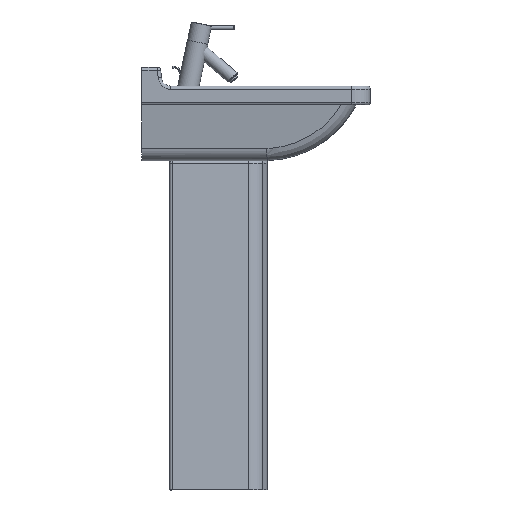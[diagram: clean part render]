
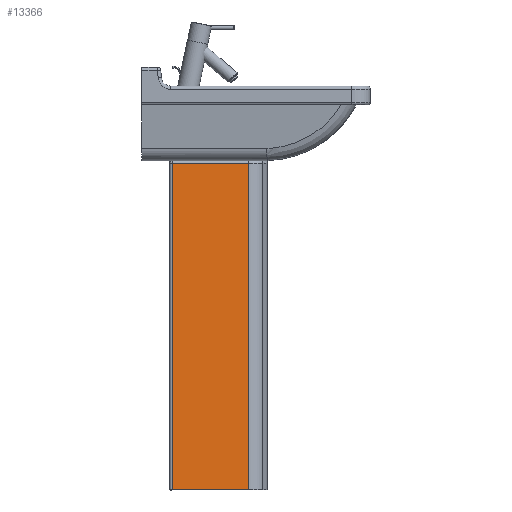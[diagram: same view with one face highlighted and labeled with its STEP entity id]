
A CAD part, left-side view. The second image highlights one B-rep face of the part: STEP entity #13366.
In plain terms, the highlighted face is planar.
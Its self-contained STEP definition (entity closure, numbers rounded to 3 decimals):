
#12243=CARTESIAN_POINT('',(118.148,31.404,5.0));
#12244=VERTEX_POINT('',#12243);
#12293=CARTESIAN_POINT('',(103.047,-131.467,5.0));
#12294=VERTEX_POINT('',#12293);
#12304=CARTESIAN_POINT('',(118.148,31.404,5.0));
#12305=DIRECTION('',(-0.092,-0.996,0.0));
#12306=VECTOR('',#12305,163.569);
#12307=LINE('',#12304,#12306);
#12308=EDGE_CURVE('',#12244,#12294,#12307,.T.);
#12320=CARTESIAN_POINT('',(118.148,31.404,705.0));
#12321=VERTEX_POINT('',#12320);
#12329=CARTESIAN_POINT('',(118.148,31.404,705.0));
#12330=DIRECTION('',(0.0,0.0,-1.0));
#12331=VECTOR('',#12330,700.0);
#12332=LINE('',#12329,#12331);
#12333=EDGE_CURVE('',#12321,#12244,#12332,.T.);
#13217=CARTESIAN_POINT('',(103.047,-131.467,705.0));
#13218=VERTEX_POINT('',#13217);
#13226=CARTESIAN_POINT('',(118.148,31.404,705.0));
#13227=DIRECTION('',(-0.092,-0.996,0.0));
#13228=VECTOR('',#13227,163.569);
#13229=LINE('',#13226,#13228);
#13230=EDGE_CURVE('',#12321,#13218,#13229,.T.);
#13350=CARTESIAN_POINT('',(118.655,36.865,0.0));
#13351=DIRECTION('',(0.996,-0.092,0.0));
#13352=DIRECTION('',(0.0,0.0,-1.0));
#13353=AXIS2_PLACEMENT_3D('',#13350,#13351,#13352);
#13354=PLANE('',#13353);
#13355=ORIENTED_EDGE('',*,*,#12333,.F.);
#13356=ORIENTED_EDGE('',*,*,#13230,.T.);
#13357=CARTESIAN_POINT('',(103.047,-131.467,5.0));
#13358=DIRECTION('',(0.0,0.0,1.0));
#13359=VECTOR('',#13358,700.0);
#13360=LINE('',#13357,#13359);
#13361=EDGE_CURVE('',#12294,#13218,#13360,.T.);
#13362=ORIENTED_EDGE('',*,*,#13361,.F.);
#13363=ORIENTED_EDGE('',*,*,#12308,.F.);
#13364=EDGE_LOOP('',(#13355,#13356,#13362,#13363));
#13365=FACE_OUTER_BOUND('',#13364,.T.);
#13366=ADVANCED_FACE('',(#13365),#13354,.T.);
